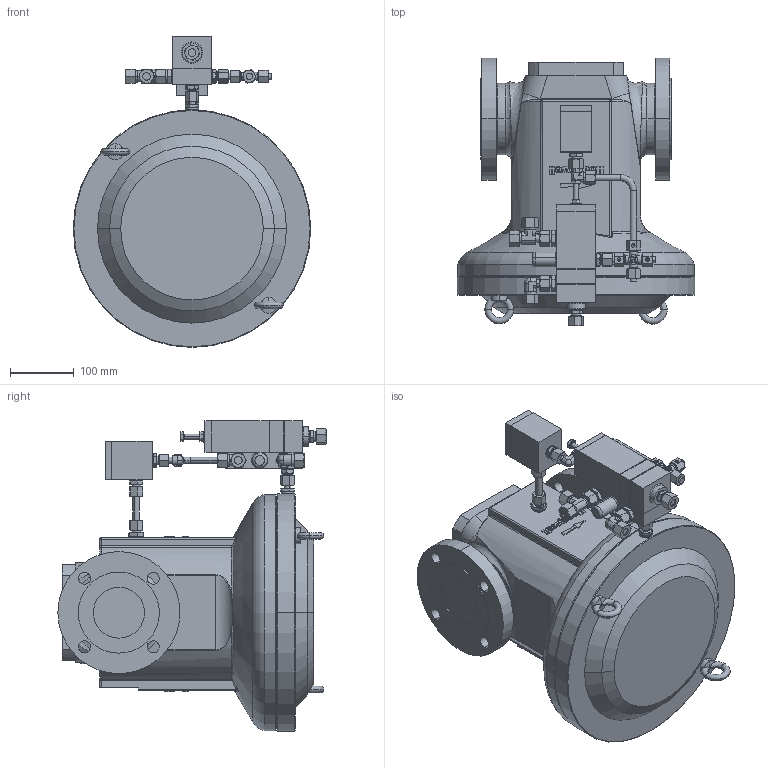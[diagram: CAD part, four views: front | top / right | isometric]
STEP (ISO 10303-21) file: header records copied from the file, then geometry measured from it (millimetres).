
FILE_DESCRIPTION (( 'STEP AP214' ), '1' );
FILE_NAME ('RMG402_DN80_ANSI150_630-1_SO_RL.STEP', '2020-04-03T12:20:18', ( '' ), ( '' ), 'SwSTEP 2.0', 'SolidWorks 2017', '' );
FILE_SCHEMA (( 'AUTOMOTIVE_DESIGN' ));
Length unit declared in the file: millimetre
Products named in the file (1): RMG402_DN80_ANSI150_630-1_SO_RL
Bounding box: 372 x 420 x 486.67 mm (x, y, z)
Volume: 23714269.2 mm3; surface area: 757395.5 mm2
Topology: 1 solids, 1 shells, 1437 faces, 3483 edges, 2148 vertices
Faces by surface type: plane 582, cone 369, cylinder 238, bspline 196, torus 38, sphere 14
Entity records: 63990 total; most frequent: CARTESIAN_POINT 29346, ORIENTED_EDGE 6954, DIRECTION 5748, EDGE_CURVE 3477, AXIS2_PLACEMENT_3D 2163, VERTEX_POINT 2148, EDGE_LOOP 1567, FACE_OUTER_BOUND 1437
